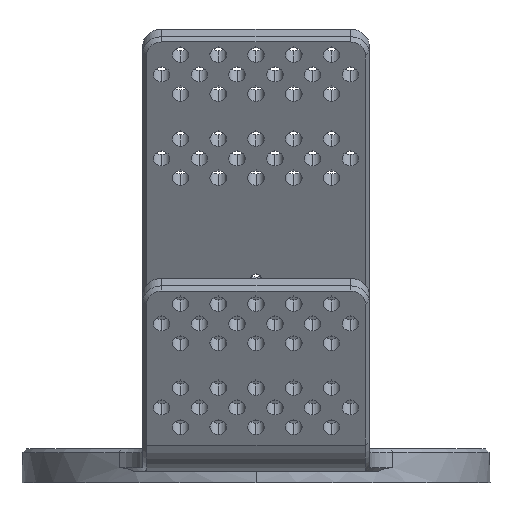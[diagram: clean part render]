
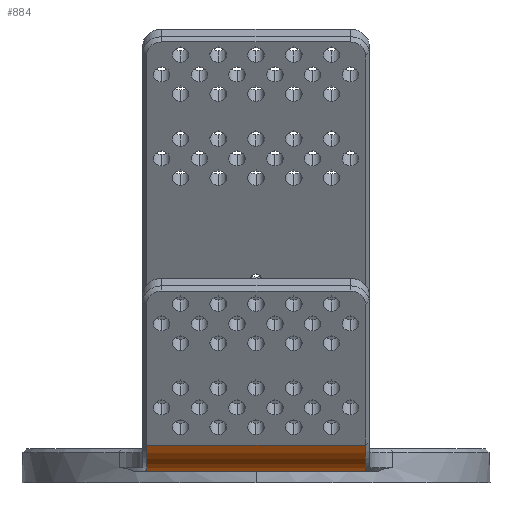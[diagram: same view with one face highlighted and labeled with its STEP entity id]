
A CAD part, left-side view. The second image highlights one B-rep face of the part: STEP entity #884.
In plain terms, the highlighted cylindrical face has radius 14 mm (diameter 28 mm), a partial arc.
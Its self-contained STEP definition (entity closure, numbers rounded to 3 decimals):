
#81 = EDGE_CURVE ( 'NONE', #7424, #4650, #7582, .T. ) ;
#83 = AXIS2_PLACEMENT_3D ( 'NONE', #9158, #4560, #9021 ) ;
#467 = EDGE_CURVE ( 'NONE', #7424, #2692, #5343, .T. ) ;
#884 = ADVANCED_FACE ( 'NONE', ( #1692 ), #7514, .T. ) ;
#1291 = DIRECTION ( 'NONE',  ( 0., -1., 0. ) ) ;
#1621 = CARTESIAN_POINT ( 'NONE',  ( -80.873, 29., 7. ) ) ;
#1692 = FACE_OUTER_BOUND ( 'NONE', #9195, .T. ) ;
#1867 = CARTESIAN_POINT ( 'NONE',  ( -68.748, -29., 0. ) ) ;
#2408 = ORIENTED_EDGE ( 'NONE', *, *, #3017, .F. ) ;
#2414 = ORIENTED_EDGE ( 'NONE', *, *, #7562, .T. ) ;
#2482 = CARTESIAN_POINT ( 'NONE',  ( -68.748, -29., 14. ) ) ;
#2692 = VERTEX_POINT ( 'NONE', #7385 ) ;
#3017 = EDGE_CURVE ( 'NONE', #8853, #2692, #7332, .T. ) ;
#3218 = DIRECTION ( 'NONE',  ( 0., 0., 1. ) ) ;
#3461 = VECTOR ( 'NONE', #6812, 1000. ) ;
#3638 = AXIS2_PLACEMENT_3D ( 'NONE', #2482, #4714, #3218 ) ;
#3659 = CARTESIAN_POINT ( 'NONE',  ( -68.748, 29., 14. ) ) ;
#3951 = CARTESIAN_POINT ( 'NONE',  ( -68.748, 30., 0. ) ) ;
#4560 = DIRECTION ( 'NONE',  ( 0., 1., 0. ) ) ;
#4650 = VERTEX_POINT ( 'NONE', #6413 ) ;
#4714 = DIRECTION ( 'NONE',  ( 0., 1., 0. ) ) ;
#5343 = CIRCLE ( 'NONE', #3638, 14. ) ;
#5396 = ORIENTED_EDGE ( 'NONE', *, *, #81, .F. ) ;
#5581 = CIRCLE ( 'NONE', #8056, 14. ) ;
#6161 = DIRECTION ( 'NONE',  ( 0., -1., 0. ) ) ;
#6413 = CARTESIAN_POINT ( 'NONE',  ( -68.748, 29., 0. ) ) ;
#6563 = CARTESIAN_POINT ( 'NONE',  ( -80.873, -30., 7. ) ) ;
#6812 = DIRECTION ( 'NONE',  ( 0., 1., 0. ) ) ;
#7200 = DIRECTION ( 'NONE',  ( 0., 0., -1. ) ) ;
#7332 = LINE ( 'NONE', #6563, #8146 ) ;
#7385 = CARTESIAN_POINT ( 'NONE',  ( -80.873, -29., 7. ) ) ;
#7424 = VERTEX_POINT ( 'NONE', #1867 ) ;
#7514 = CYLINDRICAL_SURFACE ( 'NONE', #83, 14. ) ;
#7562 = EDGE_CURVE ( 'NONE', #8853, #4650, #5581, .T. ) ;
#7582 = LINE ( 'NONE', #3951, #3461 ) ;
#8056 = AXIS2_PLACEMENT_3D ( 'NONE', #3659, #1291, #7200 ) ;
#8146 = VECTOR ( 'NONE', #6161, 1000. ) ;
#8853 = VERTEX_POINT ( 'NONE', #1621 ) ;
#9021 = DIRECTION ( 'NONE',  ( 0., 0., 1. ) ) ;
#9158 = CARTESIAN_POINT ( 'NONE',  ( -68.748, 168.551, 14. ) ) ;
#9195 = EDGE_LOOP ( 'NONE', ( #5396, #9273, #2408, #2414 ) ) ;
#9273 = ORIENTED_EDGE ( 'NONE', *, *, #467, .T. ) ;
